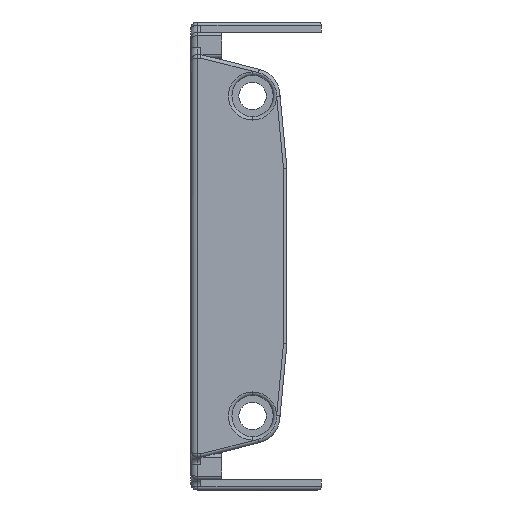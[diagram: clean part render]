
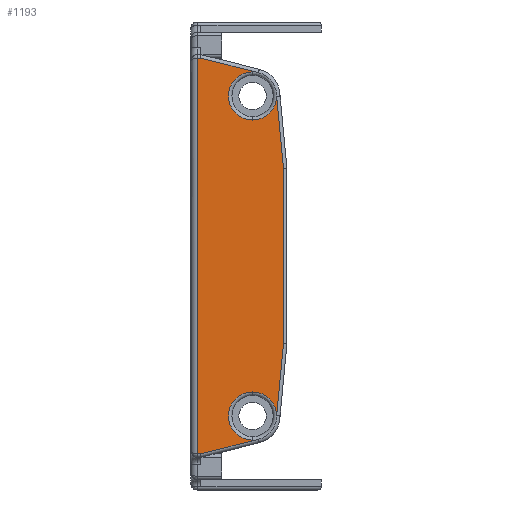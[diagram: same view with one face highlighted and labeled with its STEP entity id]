
A CAD part, left-side view. The second image highlights one B-rep face of the part: STEP entity #1193.
In plain terms, the highlighted planar face has unit normal (-1, 0, 0).
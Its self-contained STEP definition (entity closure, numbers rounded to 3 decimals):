
#46 = AXIS2_PLACEMENT_3D ( 'NONE', #537, #7936, #5968 ) ;
#166 = CIRCLE ( 'NONE', #5752, 7. ) ;
#187 = CARTESIAN_POINT ( 'NONE',  ( -122.8, 22., -39.5 ) ) ;
#233 = LINE ( 'NONE', #8144, #7794 ) ;
#235 = AXIS2_PLACEMENT_3D ( 'NONE', #3557, #5648, #7008 ) ;
#291 = DIRECTION ( 'NONE',  ( 0., -0.095, 0.995 ) ) ;
#370 = CIRCLE ( 'NONE', #235, 7. ) ;
#478 = ORIENTED_EDGE ( 'NONE', *, *, #4735, .T. ) ;
#537 = CARTESIAN_POINT ( 'NONE',  ( -122.8, 22., -46.5 ) ) ;
#542 = CARTESIAN_POINT ( 'NONE',  ( -122.8, 38., -57.5 ) ) ;
#613 = EDGE_CURVE ( 'NONE', #5116, #4659, #3228, .T. ) ;
#693 = CARTESIAN_POINT ( 'NONE',  ( -122.8, -11.353, 45.37 ) ) ;
#695 = DIRECTION ( 'NONE',  ( 0., 0., 1. ) ) ;
#725 = VERTEX_POINT ( 'NONE', #542 ) ;
#941 = EDGE_CURVE ( 'NONE', #7326, #5296, #166, .T. ) ;
#984 = VERTEX_POINT ( 'NONE', #7356 ) ;
#1122 = ORIENTED_EDGE ( 'NONE', *, *, #6978, .T. ) ;
#1193 = ADVANCED_FACE ( 'NONE', ( #4239 ), #2944, .T. ) ;
#1256 = CARTESIAN_POINT ( 'NONE',  ( -122.8, 0., -57.5 ) ) ;
#1362 = DIRECTION ( 'NONE',  ( 0., 0., -1. ) ) ;
#1431 = LINE ( 'NONE', #693, #6826 ) ;
#1559 = ORIENTED_EDGE ( 'NONE', *, *, #2224, .T. ) ;
#1697 = CARTESIAN_POINT ( 'NONE',  ( -122.8, 20.301, -53.291 ) ) ;
#1799 = DIRECTION ( 'NONE',  ( 0., 0., 1. ) ) ;
#1971 = DIRECTION ( 'NONE',  ( 0., 0.095, 0.995 ) ) ;
#1989 = EDGE_LOOP ( 'NONE', ( #4831, #6080, #8514, #3005, #1559, #7214, #2426, #1122, #2168, #478, #5981, #5427, #8067, #8494 ) ) ;
#2094 = CARTESIAN_POINT ( 'NONE',  ( -122.8, 22., 53.5 ) ) ;
#2168 = ORIENTED_EDGE ( 'NONE', *, *, #4448, .T. ) ;
#2224 = EDGE_CURVE ( 'NONE', #6664, #7453, #3212, .T. ) ;
#2260 = CARTESIAN_POINT ( 'NONE',  ( -122.8, 22., 46.5 ) ) ;
#2380 = EDGE_CURVE ( 'NONE', #7383, #725, #233, .T. ) ;
#2426 = ORIENTED_EDGE ( 'NONE', *, *, #4400, .T. ) ;
#2459 = CARTESIAN_POINT ( 'NONE',  ( -122.8, 13., 25.5 ) ) ;
#2771 = DIRECTION ( 'NONE',  ( 1., 0., 0. ) ) ;
#2785 = LINE ( 'NONE', #7373, #7900 ) ;
#2787 = CARTESIAN_POINT ( 'NONE',  ( -122.8, 13., 25.452 ) ) ;
#2844 = EDGE_CURVE ( 'NONE', #5296, #3521, #1431, .T. ) ;
#2944 = PLANE ( 'NONE',  #3836 ) ;
#3000 = VECTOR ( 'NONE', #3982, 1000. ) ;
#3005 = ORIENTED_EDGE ( 'NONE', *, *, #7574, .T. ) ;
#3010 = DIRECTION ( 'NONE',  ( 1., 0., 0. ) ) ;
#3095 = LINE ( 'NONE', #5756, #4529 ) ;
#3155 = AXIS2_PLACEMENT_3D ( 'NONE', #8484, #7364, #4634 ) ;
#3212 = LINE ( 'NONE', #7970, #5986 ) ;
#3228 = CIRCLE ( 'NONE', #7011, 7. ) ;
#3408 = EDGE_CURVE ( 'NONE', #4559, #5116, #2785, .T. ) ;
#3486 = CARTESIAN_POINT ( 'NONE',  ( -122.8, 15., -46.454 ) ) ;
#3488 = VERTEX_POINT ( 'NONE', #3486 ) ;
#3521 = VERTEX_POINT ( 'NONE', #4335 ) ;
#3557 = CARTESIAN_POINT ( 'NONE',  ( -122.8, 22., 46.5 ) ) ;
#3836 = AXIS2_PLACEMENT_3D ( 'NONE', #5603, #7663, #4323 ) ;
#3951 = CARTESIAN_POINT ( 'NONE',  ( -122.8, 37.123, -57.5 ) ) ;
#3975 = AXIS2_PLACEMENT_3D ( 'NONE', #6291, #3010, #8372 ) ;
#3982 = DIRECTION ( 'NONE',  ( 0., 1., 0. ) ) ;
#4239 = FACE_OUTER_BOUND ( 'NONE', #1989, .T. ) ;
#4303 = CARTESIAN_POINT ( 'NONE',  ( -122.8, 22., 39.5 ) ) ;
#4323 = DIRECTION ( 'NONE',  ( 0., 0., 1. ) ) ;
#4335 = CARTESIAN_POINT ( 'NONE',  ( -122.8, 37.123, 57.5 ) ) ;
#4363 = CIRCLE ( 'NONE', #46, 7. ) ;
#4400 = EDGE_CURVE ( 'NONE', #4968, #5853, #8169, .T. ) ;
#4448 = EDGE_CURVE ( 'NONE', #3488, #984, #3095, .T. ) ;
#4488 = LINE ( 'NONE', #1256, #8433 ) ;
#4529 = VECTOR ( 'NONE', #291, 1000. ) ;
#4559 = VERTEX_POINT ( 'NONE', #2787 ) ;
#4585 = CARTESIAN_POINT ( 'NONE',  ( -122.8, 15., 46.454 ) ) ;
#4590 = CARTESIAN_POINT ( 'NONE',  ( -122.8, 0., 57.5 ) ) ;
#4629 = CARTESIAN_POINT ( 'NONE',  ( -122.8, 22., 46.5 ) ) ;
#4634 = DIRECTION ( 'NONE',  ( 0., 0., 1. ) ) ;
#4659 = VERTEX_POINT ( 'NONE', #4303 ) ;
#4735 = EDGE_CURVE ( 'NONE', #984, #4559, #8440, .T. ) ;
#4831 = ORIENTED_EDGE ( 'NONE', *, *, #2844, .T. ) ;
#4922 = DIRECTION ( 'NONE',  ( 1., 0., 0. ) ) ;
#4937 = EDGE_CURVE ( 'NONE', #4659, #7326, #370, .T. ) ;
#4968 = VERTEX_POINT ( 'NONE', #6400 ) ;
#5116 = VERTEX_POINT ( 'NONE', #4585 ) ;
#5128 = DIRECTION ( 'NONE',  ( 0., 0., 1. ) ) ;
#5296 = VERTEX_POINT ( 'NONE', #6341 ) ;
#5427 = ORIENTED_EDGE ( 'NONE', *, *, #613, .T. ) ;
#5603 = CARTESIAN_POINT ( 'NONE',  ( -122.8, 0., 0. ) ) ;
#5648 = DIRECTION ( 'NONE',  ( 1., 0., 0. ) ) ;
#5752 = AXIS2_PLACEMENT_3D ( 'NONE', #4629, #2771, #695 ) ;
#5756 = CARTESIAN_POINT ( 'NONE',  ( -122.8, 10.481, 0.998 ) ) ;
#5834 = DIRECTION ( 'NONE',  ( 0., -0.97, 0.243 ) ) ;
#5853 = VERTEX_POINT ( 'NONE', #187 ) ;
#5968 = DIRECTION ( 'NONE',  ( 0., 0., 1. ) ) ;
#5981 = ORIENTED_EDGE ( 'NONE', *, *, #3408, .T. ) ;
#5986 = VECTOR ( 'NONE', #5834, 1000. ) ;
#6080 = ORIENTED_EDGE ( 'NONE', *, *, #7189, .T. ) ;
#6291 = CARTESIAN_POINT ( 'NONE',  ( -122.8, 22., -46.5 ) ) ;
#6341 = CARTESIAN_POINT ( 'NONE',  ( -122.8, 20.301, 53.291 ) ) ;
#6381 = VECTOR ( 'NONE', #5128, 1000. ) ;
#6400 = CARTESIAN_POINT ( 'NONE',  ( -122.8, 22., -53.5 ) ) ;
#6664 = VERTEX_POINT ( 'NONE', #3951 ) ;
#6785 = DIRECTION ( 'NONE',  ( 0., 0.97, 0.243 ) ) ;
#6826 = VECTOR ( 'NONE', #6785, 1000. ) ;
#6978 = EDGE_CURVE ( 'NONE', #5853, #3488, #4363, .T. ) ;
#7008 = DIRECTION ( 'NONE',  ( 0., 0., 1. ) ) ;
#7011 = AXIS2_PLACEMENT_3D ( 'NONE', #2260, #4922, #1799 ) ;
#7168 = DIRECTION ( 'NONE',  ( 0., -1., 0. ) ) ;
#7189 = EDGE_CURVE ( 'NONE', #3521, #7383, #7835, .T. ) ;
#7214 = ORIENTED_EDGE ( 'NONE', *, *, #8321, .T. ) ;
#7326 = VERTEX_POINT ( 'NONE', #2094 ) ;
#7356 = CARTESIAN_POINT ( 'NONE',  ( -122.8, 13., -25.452 ) ) ;
#7364 = DIRECTION ( 'NONE',  ( 1., 0., 0. ) ) ;
#7373 = CARTESIAN_POINT ( 'NONE',  ( -122.8, 14.995, 46.405 ) ) ;
#7383 = VERTEX_POINT ( 'NONE', #7405 ) ;
#7405 = CARTESIAN_POINT ( 'NONE',  ( -122.8, 38., 57.5 ) ) ;
#7453 = VERTEX_POINT ( 'NONE', #1697 ) ;
#7574 = EDGE_CURVE ( 'NONE', #725, #6664, #4488, .T. ) ;
#7663 = DIRECTION ( 'NONE',  ( -1., 0., 0. ) ) ;
#7794 = VECTOR ( 'NONE', #1362, 1000. ) ;
#7835 = LINE ( 'NONE', #4590, #3000 ) ;
#7900 = VECTOR ( 'NONE', #1971, 1000. ) ;
#7901 = CIRCLE ( 'NONE', #3155, 7. ) ;
#7936 = DIRECTION ( 'NONE',  ( 1., 0., 0. ) ) ;
#7970 = CARTESIAN_POINT ( 'NONE',  ( -122.8, 20.301, -53.291 ) ) ;
#8067 = ORIENTED_EDGE ( 'NONE', *, *, #4937, .T. ) ;
#8144 = CARTESIAN_POINT ( 'NONE',  ( -122.8, 38., 0. ) ) ;
#8169 = CIRCLE ( 'NONE', #3975, 7. ) ;
#8321 = EDGE_CURVE ( 'NONE', #7453, #4968, #7901, .T. ) ;
#8372 = DIRECTION ( 'NONE',  ( 0., 0., 1. ) ) ;
#8433 = VECTOR ( 'NONE', #7168, 1000. ) ;
#8440 = LINE ( 'NONE', #2459, #6381 ) ;
#8484 = CARTESIAN_POINT ( 'NONE',  ( -122.8, 22., -46.5 ) ) ;
#8494 = ORIENTED_EDGE ( 'NONE', *, *, #941, .T. ) ;
#8514 = ORIENTED_EDGE ( 'NONE', *, *, #2380, .T. ) ;
